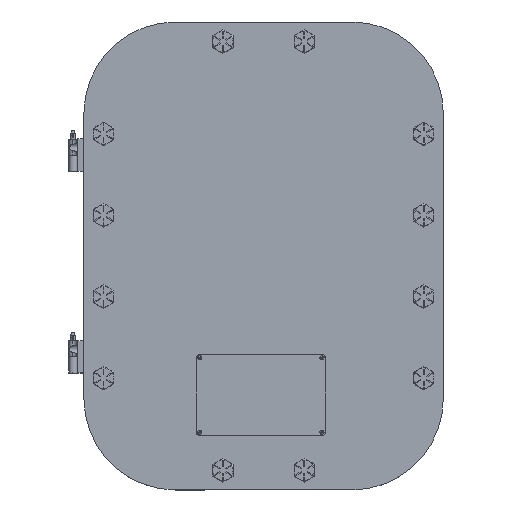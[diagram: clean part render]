
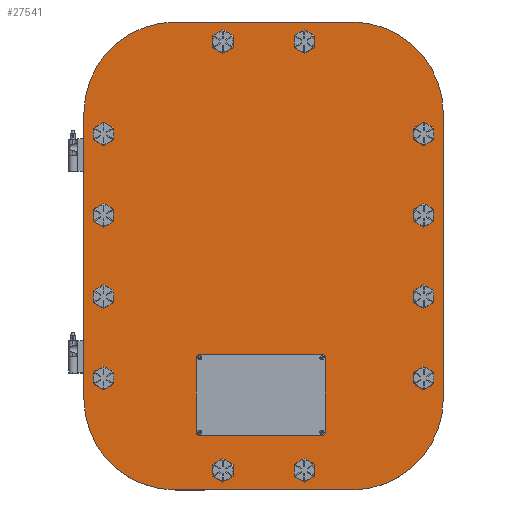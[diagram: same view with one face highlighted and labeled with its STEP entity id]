
A CAD part, top view. The second image highlights one B-rep face of the part: STEP entity #27541.
In plain terms, the highlighted planar face has unit normal (0, 0, 1).
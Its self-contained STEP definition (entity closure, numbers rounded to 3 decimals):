
#2291=FACE_BOUND('',#5872,.T.);
#2292=FACE_BOUND('',#5873,.T.);
#2293=FACE_BOUND('',#5874,.T.);
#2294=FACE_BOUND('',#5875,.T.);
#2295=FACE_BOUND('',#5876,.T.);
#2296=FACE_BOUND('',#5877,.T.);
#2297=FACE_BOUND('',#5878,.T.);
#2298=FACE_BOUND('',#5879,.T.);
#2299=FACE_BOUND('',#5880,.T.);
#2300=FACE_BOUND('',#5881,.T.);
#2301=FACE_BOUND('',#5882,.T.);
#2302=FACE_BOUND('',#5883,.T.);
#2609=PLANE('',#29925);
#4202=FACE_OUTER_BOUND('',#5871,.T.);
#5871=EDGE_LOOP('',(#22710,#22711,#22712,#22713,#22714,#22715,#22716,#22717));
#5872=EDGE_LOOP('',(#22718));
#5873=EDGE_LOOP('',(#22719));
#5874=EDGE_LOOP('',(#22720));
#5875=EDGE_LOOP('',(#22721));
#5876=EDGE_LOOP('',(#22722));
#5877=EDGE_LOOP('',(#22723));
#5878=EDGE_LOOP('',(#22724));
#5879=EDGE_LOOP('',(#22725));
#5880=EDGE_LOOP('',(#22726));
#5881=EDGE_LOOP('',(#22727));
#5882=EDGE_LOOP('',(#22728));
#5883=EDGE_LOOP('',(#22729));
#7617=LINE('',#48252,#9868);
#7620=LINE('',#48260,#9871);
#7623=LINE('',#48268,#9874);
#7626=LINE('',#48275,#9877);
#9868=VECTOR('',#34387,0.394);
#9871=VECTOR('',#34396,0.394);
#9874=VECTOR('',#34405,0.394);
#9877=VECTOR('',#34414,0.394);
#11710=CIRCLE('',#29750,0.266);
#11713=CIRCLE('',#29754,0.266);
#11716=CIRCLE('',#29758,0.266);
#11719=CIRCLE('',#29762,0.266);
#11738=CIRCLE('',#29790,0.266);
#11741=CIRCLE('',#29794,0.266);
#11744=CIRCLE('',#29798,0.266);
#11747=CIRCLE('',#29802,0.266);
#11750=CIRCLE('',#29806,0.266);
#11753=CIRCLE('',#29810,0.266);
#11756=CIRCLE('',#29814,0.266);
#11759=CIRCLE('',#29818,0.266);
#11812=CIRCLE('',#29914,3.375);
#11813=CIRCLE('',#29917,3.375);
#11814=CIRCLE('',#29920,3.375);
#11815=CIRCLE('',#29923,3.375);
#13312=VERTEX_POINT('',#47875);
#13315=VERTEX_POINT('',#47883);
#13318=VERTEX_POINT('',#47891);
#13321=VERTEX_POINT('',#47899);
#13344=VERTEX_POINT('',#47959);
#13347=VERTEX_POINT('',#47967);
#13350=VERTEX_POINT('',#47975);
#13353=VERTEX_POINT('',#47983);
#13356=VERTEX_POINT('',#47991);
#13359=VERTEX_POINT('',#47999);
#13362=VERTEX_POINT('',#48007);
#13365=VERTEX_POINT('',#48015);
#13438=VERTEX_POINT('',#48245);
#13439=VERTEX_POINT('',#48247);
#13440=VERTEX_POINT('',#48251);
#13441=VERTEX_POINT('',#48255);
#13442=VERTEX_POINT('',#48259);
#13443=VERTEX_POINT('',#48263);
#13444=VERTEX_POINT('',#48267);
#13445=VERTEX_POINT('',#48271);
#16535=EDGE_CURVE('',#13312,#13312,#11710,.T.);
#16539=EDGE_CURVE('',#13315,#13315,#11713,.T.);
#16543=EDGE_CURVE('',#13318,#13318,#11716,.T.);
#16547=EDGE_CURVE('',#13321,#13321,#11719,.T.);
#16575=EDGE_CURVE('',#13344,#13344,#11738,.T.);
#16579=EDGE_CURVE('',#13347,#13347,#11741,.T.);
#16583=EDGE_CURVE('',#13350,#13350,#11744,.T.);
#16587=EDGE_CURVE('',#13353,#13353,#11747,.T.);
#16591=EDGE_CURVE('',#13356,#13356,#11750,.T.);
#16595=EDGE_CURVE('',#13359,#13359,#11753,.T.);
#16599=EDGE_CURVE('',#13362,#13362,#11756,.T.);
#16603=EDGE_CURVE('',#13365,#13365,#11759,.T.);
#16717=EDGE_CURVE('',#13439,#13438,#11812,.T.);
#16719=EDGE_CURVE('',#13440,#13439,#7617,.T.);
#16721=EDGE_CURVE('',#13441,#13440,#11813,.T.);
#16723=EDGE_CURVE('',#13442,#13441,#7620,.T.);
#16725=EDGE_CURVE('',#13443,#13442,#11814,.T.);
#16727=EDGE_CURVE('',#13444,#13443,#7623,.T.);
#16729=EDGE_CURVE('',#13445,#13444,#11815,.T.);
#16731=EDGE_CURVE('',#13438,#13445,#7626,.T.);
#22710=ORIENTED_EDGE('',*,*,#16731,.T.);
#22711=ORIENTED_EDGE('',*,*,#16729,.T.);
#22712=ORIENTED_EDGE('',*,*,#16727,.T.);
#22713=ORIENTED_EDGE('',*,*,#16725,.T.);
#22714=ORIENTED_EDGE('',*,*,#16723,.T.);
#22715=ORIENTED_EDGE('',*,*,#16721,.T.);
#22716=ORIENTED_EDGE('',*,*,#16719,.T.);
#22717=ORIENTED_EDGE('',*,*,#16717,.T.);
#22718=ORIENTED_EDGE('',*,*,#16535,.T.);
#22719=ORIENTED_EDGE('',*,*,#16539,.T.);
#22720=ORIENTED_EDGE('',*,*,#16543,.T.);
#22721=ORIENTED_EDGE('',*,*,#16547,.T.);
#22722=ORIENTED_EDGE('',*,*,#16575,.T.);
#22723=ORIENTED_EDGE('',*,*,#16579,.T.);
#22724=ORIENTED_EDGE('',*,*,#16583,.T.);
#22725=ORIENTED_EDGE('',*,*,#16587,.T.);
#22726=ORIENTED_EDGE('',*,*,#16591,.T.);
#22727=ORIENTED_EDGE('',*,*,#16595,.T.);
#22728=ORIENTED_EDGE('',*,*,#16599,.T.);
#22729=ORIENTED_EDGE('',*,*,#16603,.T.);
#27541=ADVANCED_FACE('',(#4202,#2291,#2292,#2293,#2294,#2295,#2296,#2297,
#2298,#2299,#2300,#2301,#2302),#2609,.T.);
#29750=AXIS2_PLACEMENT_3D('',#47877,#33974,#33975);
#29754=AXIS2_PLACEMENT_3D('',#47885,#33983,#33984);
#29758=AXIS2_PLACEMENT_3D('',#47893,#33992,#33993);
#29762=AXIS2_PLACEMENT_3D('',#47901,#34001,#34002);
#29790=AXIS2_PLACEMENT_3D('',#47961,#34066,#34067);
#29794=AXIS2_PLACEMENT_3D('',#47969,#34075,#34076);
#29798=AXIS2_PLACEMENT_3D('',#47977,#34084,#34085);
#29802=AXIS2_PLACEMENT_3D('',#47985,#34093,#34094);
#29806=AXIS2_PLACEMENT_3D('',#47993,#34102,#34103);
#29810=AXIS2_PLACEMENT_3D('',#48001,#34111,#34112);
#29814=AXIS2_PLACEMENT_3D('',#48009,#34120,#34121);
#29818=AXIS2_PLACEMENT_3D('',#48017,#34129,#34130);
#29914=AXIS2_PLACEMENT_3D('',#48248,#34382,#34383);
#29917=AXIS2_PLACEMENT_3D('',#48256,#34391,#34392);
#29920=AXIS2_PLACEMENT_3D('',#48264,#34400,#34401);
#29923=AXIS2_PLACEMENT_3D('',#48272,#34409,#34410);
#29925=AXIS2_PLACEMENT_3D('',#48276,#34415,#34416);
#33974=DIRECTION('center_axis',(0.,0.,-1.));
#33975=DIRECTION('ref_axis',(-1.,0.,0.));
#33983=DIRECTION('center_axis',(0.,0.,-1.));
#33984=DIRECTION('ref_axis',(-1.,0.,0.));
#33992=DIRECTION('center_axis',(0.,0.,-1.));
#33993=DIRECTION('ref_axis',(-1.,0.,0.));
#34001=DIRECTION('center_axis',(0.,0.,-1.));
#34002=DIRECTION('ref_axis',(-1.,0.,0.));
#34066=DIRECTION('center_axis',(0.,0.,-1.));
#34067=DIRECTION('ref_axis',(-1.,0.,0.));
#34075=DIRECTION('center_axis',(0.,0.,-1.));
#34076=DIRECTION('ref_axis',(-1.,0.,0.));
#34084=DIRECTION('center_axis',(0.,0.,-1.));
#34085=DIRECTION('ref_axis',(-1.,0.,0.));
#34093=DIRECTION('center_axis',(0.,0.,-1.));
#34094=DIRECTION('ref_axis',(-1.,0.,0.));
#34102=DIRECTION('center_axis',(0.,0.,-1.));
#34103=DIRECTION('ref_axis',(-1.,0.,0.));
#34111=DIRECTION('center_axis',(0.,0.,-1.));
#34112=DIRECTION('ref_axis',(-1.,0.,0.));
#34120=DIRECTION('center_axis',(0.,0.,-1.));
#34121=DIRECTION('ref_axis',(-1.,0.,0.));
#34129=DIRECTION('center_axis',(0.,0.,-1.));
#34130=DIRECTION('ref_axis',(-1.,0.,0.));
#34382=DIRECTION('center_axis',(0.,0.,1.));
#34383=DIRECTION('ref_axis',(0.,1.,0.));
#34387=DIRECTION('',(-1.,0.,0.));
#34391=DIRECTION('center_axis',(0.,0.,1.));
#34392=DIRECTION('ref_axis',(1.,0.,0.));
#34396=DIRECTION('',(0.,1.,0.));
#34400=DIRECTION('center_axis',(0.,0.,1.));
#34401=DIRECTION('ref_axis',(0.,-1.,0.));
#34405=DIRECTION('',(1.,0.,0.));
#34409=DIRECTION('center_axis',(0.,0.,1.));
#34410=DIRECTION('ref_axis',(-1.,0.,0.));
#34414=DIRECTION('',(0.,-1.,0.));
#34415=DIRECTION('center_axis',(0.,0.,1.));
#34416=DIRECTION('ref_axis',(1.,0.,0.));
#47875=CARTESIAN_POINT('',(-5.634,1.5,0.625));
#47877=CARTESIAN_POINT('Origin',(-5.9,1.5,0.625));
#47883=CARTESIAN_POINT('',(6.166,1.5,0.625));
#47885=CARTESIAN_POINT('Origin',(5.9,1.5,0.625));
#47891=CARTESIAN_POINT('',(6.166,-1.5,0.625));
#47893=CARTESIAN_POINT('Origin',(5.9,-1.5,0.625));
#47899=CARTESIAN_POINT('',(-5.634,-1.5,0.625));
#47901=CARTESIAN_POINT('Origin',(-5.9,-1.5,0.625));
#47959=CARTESIAN_POINT('',(-1.234,-7.9,0.625));
#47961=CARTESIAN_POINT('Origin',(-1.5,-7.9,0.625));
#47967=CARTESIAN_POINT('',(1.766,-7.9,0.625));
#47969=CARTESIAN_POINT('Origin',(1.5,-7.9,0.625));
#47975=CARTESIAN_POINT('',(-5.634,4.5,0.625));
#47977=CARTESIAN_POINT('Origin',(-5.9,4.5,0.625));
#47983=CARTESIAN_POINT('',(6.166,4.5,0.625));
#47985=CARTESIAN_POINT('Origin',(5.9,4.5,0.625));
#47991=CARTESIAN_POINT('',(1.766,7.9,0.625));
#47993=CARTESIAN_POINT('Origin',(1.5,7.9,0.625));
#47999=CARTESIAN_POINT('',(-1.234,7.9,0.625));
#48001=CARTESIAN_POINT('Origin',(-1.5,7.9,0.625));
#48007=CARTESIAN_POINT('',(6.166,-4.5,0.625));
#48009=CARTESIAN_POINT('Origin',(5.9,-4.5,0.625));
#48015=CARTESIAN_POINT('',(-5.634,-4.5,0.625));
#48017=CARTESIAN_POINT('Origin',(-5.9,-4.5,0.625));
#48245=CARTESIAN_POINT('',(-6.625,5.25,0.625));
#48247=CARTESIAN_POINT('',(-3.25,8.625,0.625));
#48248=CARTESIAN_POINT('Origin',(-3.25,5.25,0.625));
#48251=CARTESIAN_POINT('',(3.25,8.625,0.625));
#48252=CARTESIAN_POINT('',(3.25,8.625,0.625));
#48255=CARTESIAN_POINT('',(6.625,5.25,0.625));
#48256=CARTESIAN_POINT('Origin',(3.25,5.25,0.625));
#48259=CARTESIAN_POINT('',(6.625,-5.25,0.625));
#48260=CARTESIAN_POINT('',(6.625,-5.25,0.625));
#48263=CARTESIAN_POINT('',(3.25,-8.625,0.625));
#48264=CARTESIAN_POINT('Origin',(3.25,-5.25,0.625));
#48267=CARTESIAN_POINT('',(-3.25,-8.625,0.625));
#48268=CARTESIAN_POINT('',(-3.25,-8.625,0.625));
#48271=CARTESIAN_POINT('',(-6.625,-5.25,0.625));
#48272=CARTESIAN_POINT('Origin',(-3.25,-5.25,0.625));
#48275=CARTESIAN_POINT('',(-6.625,5.25,0.625));
#48276=CARTESIAN_POINT('Origin',(0.,0.,
0.625));
